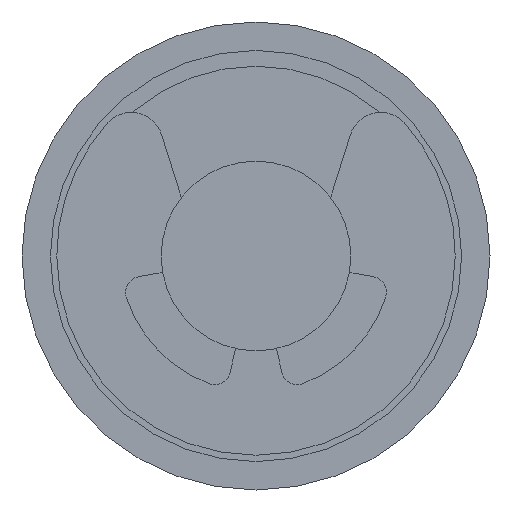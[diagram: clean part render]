
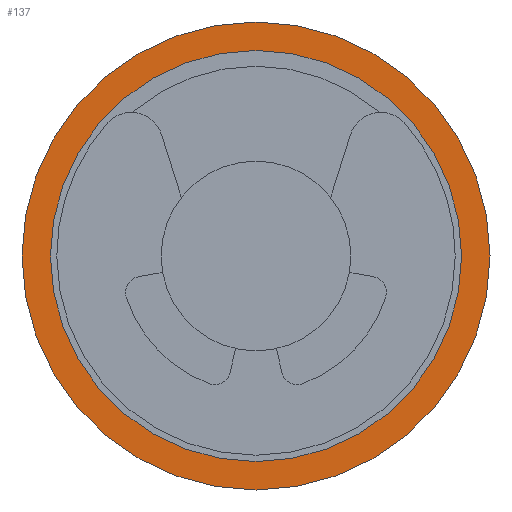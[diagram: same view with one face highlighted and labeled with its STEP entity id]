
A CAD part, front view. The second image highlights one B-rep face of the part: STEP entity #137.
In plain terms, the highlighted planar face has unit normal (0, -1, 0).
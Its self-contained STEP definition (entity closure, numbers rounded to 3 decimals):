
#137 = ADVANCED_FACE ( 'Defeature ausgef�hrt1_4', ( #6657, #7142 ), #6221, .F. ) ;
#147 = CARTESIAN_POINT ( 'NONE',  ( 0., 11., 0. ) ) ;
#233 = CIRCLE ( 'NONE', #7398, 2.75 ) ;
#269 = VERTEX_POINT ( 'NONE', #5061 ) ;
#764 = CIRCLE ( 'NONE', #5527, 3.7 ) ;
#833 = ORIENTED_EDGE ( 'NONE', *, *, #3081, .F. ) ;
#870 = DIRECTION ( 'NONE',  ( 0., 0., 1. ) ) ;
#1098 = EDGE_CURVE ( 'Defeature ausgef�hrt1_5+Defeature ausgef�hrt1_4+Defeature ausgef�hrt1_4+Defeature ausgef�hrt1_4', #1408, #4740, #5575, .T. ) ;
#1108 = EDGE_LOOP ( 'NONE', ( #833, #7254 ) ) ;
#1306 = EDGE_LOOP ( 'NONE', ( #6400, #5125 ) ) ;
#1408 = VERTEX_POINT ( 'NONE', #2565 ) ;
#1443 = CARTESIAN_POINT ( 'NONE',  ( 0., 11., 0. ) ) ;
#2393 = DIRECTION ( 'NONE',  ( 0., 1., 0. ) ) ;
#2565 = CARTESIAN_POINT ( 'NONE',  ( 0., 11., 3.7 ) ) ;
#3081 = EDGE_CURVE ( 'Defeature ausgef�hrt1_5+Defeature ausgef�hrt1_4+Defeature ausgef�hrt1_4+Defeature ausgef�hrt1_4', #4740, #1408, #764, .T. ) ;
#3137 = CIRCLE ( 'NONE', #6912, 2.75 ) ;
#3167 = DIRECTION ( 'NONE',  ( 0., 0., 1. ) ) ;
#3497 = VERTEX_POINT ( 'NONE', #5661 ) ;
#3597 = DIRECTION ( 'NONE',  ( 0., 0., -1. ) ) ;
#4029 = EDGE_CURVE ( 'Defeature ausgef�hrt1_9+Defeature ausgef�hrt1_4+Defeature ausgef�hrt1_4+Defeature ausgef�hrt1_4', #269, #3497, #3137, .T. ) ;
#4362 = CARTESIAN_POINT ( 'NONE',  ( 0., 11., 0. ) ) ;
#4740 = VERTEX_POINT ( 'NONE', #7070 ) ;
#5061 = CARTESIAN_POINT ( 'NONE',  ( 0., 11., 2.75 ) ) ;
#5121 = DIRECTION ( 'NONE',  ( 0., 1., 0. ) ) ;
#5125 = ORIENTED_EDGE ( 'NONE', *, *, #4029, .F. ) ;
#5157 = AXIS2_PLACEMENT_3D ( 'NONE', #147, #5121, #870 ) ;
#5427 = CARTESIAN_POINT ( 'NONE',  ( 0., 11., 0. ) ) ;
#5497 = CARTESIAN_POINT ( 'NONE',  ( 0., 11., 0. ) ) ;
#5527 = AXIS2_PLACEMENT_3D ( 'NONE', #5497, #2393, #7919 ) ;
#5575 = CIRCLE ( 'NONE', #5157, 3.7 ) ;
#5661 = CARTESIAN_POINT ( 'NONE',  ( 0., 11., -2.75 ) ) ;
#5792 = DIRECTION ( 'NONE',  ( 0., -1., 0. ) ) ;
#5902 = EDGE_CURVE ( 'Defeature ausgef�hrt1_9+Defeature ausgef�hrt1_4+Defeature ausgef�hrt1_4+Defeature ausgef�hrt1_4', #3497, #269, #233, .T. ) ;
#6141 = AXIS2_PLACEMENT_3D ( 'NONE', #4362, #6272, #3167 ) ;
#6221 = PLANE ( 'NONE',  #6141 ) ;
#6272 = DIRECTION ( 'NONE',  ( 0., 1., 0. ) ) ;
#6400 = ORIENTED_EDGE ( 'NONE', *, *, #5902, .F. ) ;
#6657 = FACE_OUTER_BOUND ( 'NONE', #1108, .T. ) ;
#6687 = DIRECTION ( 'NONE',  ( 0., -1., 0. ) ) ;
#6912 = AXIS2_PLACEMENT_3D ( 'NONE', #1443, #5792, #7538 ) ;
#7070 = CARTESIAN_POINT ( 'NONE',  ( 0., 11., -3.7 ) ) ;
#7142 = FACE_BOUND ( 'NONE', #1306, .T. ) ;
#7254 = ORIENTED_EDGE ( 'NONE', *, *, #1098, .F. ) ;
#7398 = AXIS2_PLACEMENT_3D ( 'NONE', #5427, #6687, #3597 ) ;
#7538 = DIRECTION ( 'NONE',  ( 0., 0., -1. ) ) ;
#7919 = DIRECTION ( 'NONE',  ( 0., 0., 1. ) ) ;
